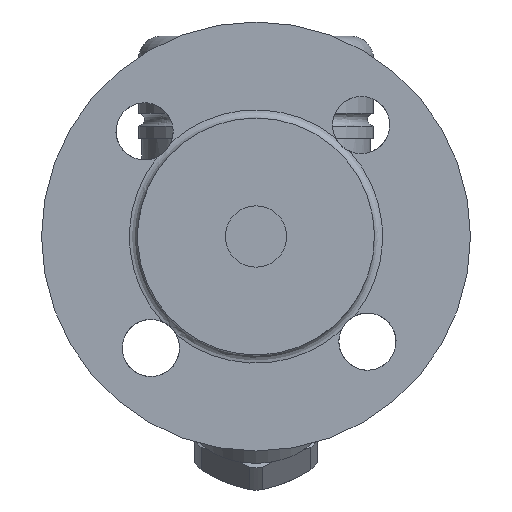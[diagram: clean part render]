
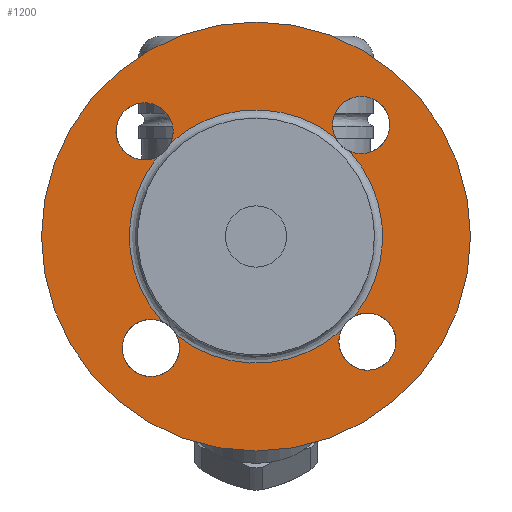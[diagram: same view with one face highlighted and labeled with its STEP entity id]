
A CAD part, left-side view. The second image highlights one B-rep face of the part: STEP entity #1200.
In plain terms, the highlighted planar face has unit normal (-1, 0, 0).
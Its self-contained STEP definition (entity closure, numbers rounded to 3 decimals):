
#972=CARTESIAN_POINT('',(-73.0,0.,52.5));
#973=VERTEX_POINT('',#972);
#974=CARTESIAN_POINT('',(-73.0,0.0,0.));
#975=DIRECTION('',(1.0,0.0,0.0));
#976=DIRECTION('',(0.0,0.0,-1.0));
#977=AXIS2_PLACEMENT_3D('',#974,#975,#976);
#978=CIRCLE('',#977,52.5);
#979=EDGE_CURVE('',#973,#973,#978,.T.);
#1040=CARTESIAN_POINT('',(-73.0,-19.491,24.106));
#1041=VERTEX_POINT('',#1040);
#1042=CARTESIAN_POINT('',(-73.0,-22.925,20.867));
#1043=VERTEX_POINT('',#1042);
#1059=CARTESIAN_POINT('',(-73.0,20.867,22.925));
#1060=VERTEX_POINT('',#1059);
#1061=CARTESIAN_POINT('',(-73.0,0.0,0.));
#1062=DIRECTION('',(-1.0,0.0,0.0));
#1063=DIRECTION('',(0.0,0.0,-1.0));
#1064=AXIS2_PLACEMENT_3D('',#1061,#1062,#1063);
#1065=CIRCLE('',#1064,31.);
#1066=EDGE_CURVE('',#1041,#1060,#1065,.T.);
#1068=CARTESIAN_POINT('',(-73.0,24.106,19.491));
#1069=VERTEX_POINT('',#1068);
#1085=CARTESIAN_POINT('',(-73.0,22.925,-20.867));
#1086=VERTEX_POINT('',#1085);
#1087=CARTESIAN_POINT('',(-73.0,0.0,0.));
#1088=DIRECTION('',(-1.0,0.0,0.0));
#1089=DIRECTION('',(0.0,0.0,-1.0));
#1090=AXIS2_PLACEMENT_3D('',#1087,#1088,#1089);
#1091=CIRCLE('',#1090,31.);
#1092=EDGE_CURVE('',#1069,#1086,#1091,.T.);
#1094=CARTESIAN_POINT('',(-73.0,19.491,-24.106));
#1095=VERTEX_POINT('',#1094);
#1111=CARTESIAN_POINT('',(-73.0,-20.867,-22.925));
#1112=VERTEX_POINT('',#1111);
#1113=CARTESIAN_POINT('',(-73.0,0.0,0.));
#1114=DIRECTION('',(-1.0,0.0,0.0));
#1115=DIRECTION('',(0.0,0.0,-1.0));
#1116=AXIS2_PLACEMENT_3D('',#1113,#1114,#1115);
#1117=CIRCLE('',#1116,31.);
#1118=EDGE_CURVE('',#1095,#1112,#1117,.T.);
#1120=CARTESIAN_POINT('',(-73.0,-24.106,-19.491));
#1121=VERTEX_POINT('',#1120);
#1137=CARTESIAN_POINT('',(-73.0,0.0,0.));
#1138=DIRECTION('',(-1.0,0.0,0.0));
#1139=DIRECTION('',(0.0,0.0,-1.0));
#1140=AXIS2_PLACEMENT_3D('',#1137,#1138,#1139);
#1141=CIRCLE('',#1140,31.);
#1142=EDGE_CURVE('',#1121,#1043,#1141,.T.);
#1158=CARTESIAN_POINT('',(-73.0,0.0,0.));
#1159=DIRECTION('',(1.0,0.0,0.0));
#1160=DIRECTION('',(0.0,0.0,-1.0));
#1161=AXIS2_PLACEMENT_3D('',#1158,#1159,#1160);
#1162=PLANE('',#1161);
#1163=ORIENTED_EDGE('',*,*,#979,.F.);
#1164=EDGE_LOOP('',(#1163));
#1165=FACE_OUTER_BOUND('',#1164,.T.);
#1166=ORIENTED_EDGE('',*,*,#1142,.F.);
#1167=CARTESIAN_POINT('',(-73.0,-27.281,-25.729));
#1168=DIRECTION('',(-1.0,0.0,0.0));
#1169=DIRECTION('',(0.0,0.0,-1.0));
#1170=AXIS2_PLACEMENT_3D('',#1167,#1168,#1169);
#1171=CIRCLE('',#1170,7.);
#1172=EDGE_CURVE('',#1112,#1121,#1171,.T.);
#1173=ORIENTED_EDGE('',*,*,#1172,.F.);
#1174=ORIENTED_EDGE('',*,*,#1118,.F.);
#1175=CARTESIAN_POINT('',(-73.0,25.729,-27.281));
#1176=DIRECTION('',(-1.0,0.0,0.0));
#1177=DIRECTION('',(0.0,1.0,0.0));
#1178=AXIS2_PLACEMENT_3D('',#1175,#1176,#1177);
#1179=CIRCLE('',#1178,7.);
#1180=EDGE_CURVE('',#1086,#1095,#1179,.T.);
#1181=ORIENTED_EDGE('',*,*,#1180,.F.);
#1182=ORIENTED_EDGE('',*,*,#1092,.F.);
#1183=CARTESIAN_POINT('',(-73.0,27.281,25.729));
#1184=DIRECTION('',(-1.0,0.0,0.0));
#1185=DIRECTION('',(0.0,0.0,1.0));
#1186=AXIS2_PLACEMENT_3D('',#1183,#1184,#1185);
#1187=CIRCLE('',#1186,7.);
#1188=EDGE_CURVE('',#1060,#1069,#1187,.T.);
#1189=ORIENTED_EDGE('',*,*,#1188,.F.);
#1190=ORIENTED_EDGE('',*,*,#1066,.F.);
#1191=CARTESIAN_POINT('',(-73.0,-25.729,27.281));
#1192=DIRECTION('',(-1.0,0.0,0.0));
#1193=DIRECTION('',(0.0,-1.0,0.0));
#1194=AXIS2_PLACEMENT_3D('',#1191,#1192,#1193);
#1195=CIRCLE('',#1194,7.);
#1196=EDGE_CURVE('',#1043,#1041,#1195,.T.);
#1197=ORIENTED_EDGE('',*,*,#1196,.F.);
#1198=EDGE_LOOP('',(#1166,#1173,#1174,#1181,#1182,#1189,#1190,#1197));
#1199=FACE_BOUND('',#1198,.T.);
#1200=ADVANCED_FACE('',(#1165,#1199),#1162,.F.);
